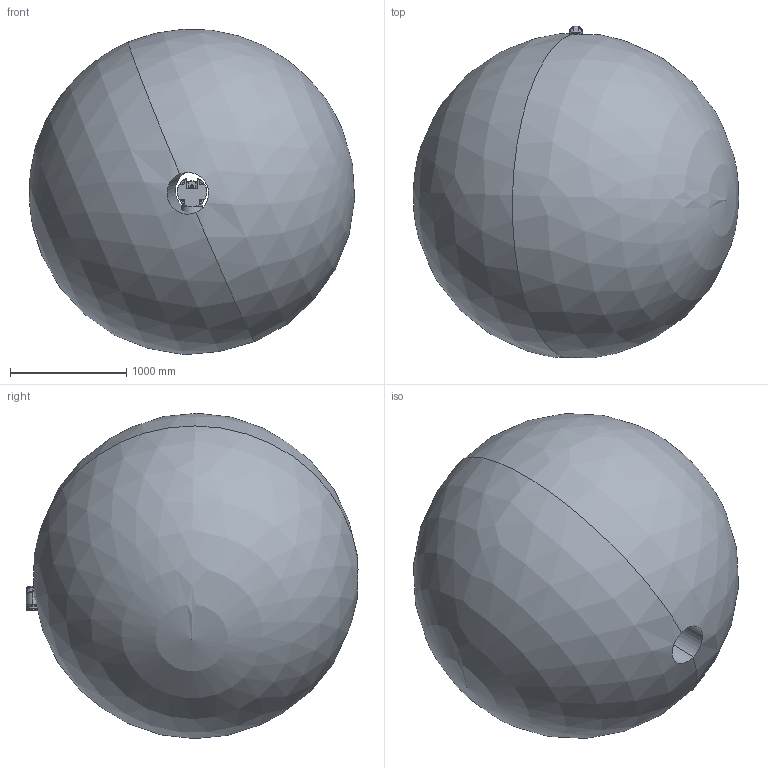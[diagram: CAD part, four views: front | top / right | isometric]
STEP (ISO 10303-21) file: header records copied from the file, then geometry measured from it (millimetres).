
FILE_DESCRIPTION (( 'STEP AP203' ), '1' );
FILE_NAME ('GCR14_V2.STEP', '2022-07-07T05:29:17', ( 'Windows User' ), ( 'P R C' ), 'SwSTEP 2.0', 'SolidWorks 2016', '' );
FILE_SCHEMA (( 'CONFIG_CONTROL_DESIGN' ));
Length unit declared in the file: millimetre
Products named in the file (9): GCR14_V2; GCR14_LINK2; GCR20_LINK4; GCR14_LINK3; GCR14-ROOM; GCR20_Base; GCR20_Tool; GCR20_LINK1; GCR20_LINK5
Assembly tree (8 placements, depth 2):
  GCR14_V2
    GCR20_Base
    GCR20_LINK1
    GCR14_LINK2
    GCR14_LINK3
    GCR20_LINK4
    GCR20_LINK5
    GCR20_Tool
    GCR14-ROOM
Bounding box: 2795.28 x 2852.91 x 2796.1 mm (x, y, z)
Volume: 11249862939 mm3; surface area: 29625455.1 mm2
Topology: 30 solids, 39 shells, 3320 faces, 8736 edges, 5567 vertices
Faces by surface type: plane 1550, bspline 756, cylinder 633, cone 208, torus 169, sphere 4
Entity records: 179273 total; most frequent: CARTESIAN_POINT 103276, ORIENTED_EDGE 17258, DIRECTION 12906, EDGE_CURVE 8637, VERTEX_POINT 5564, AXIS2_PLACEMENT_3D 4365, LINE 4176, VECTOR 4176
